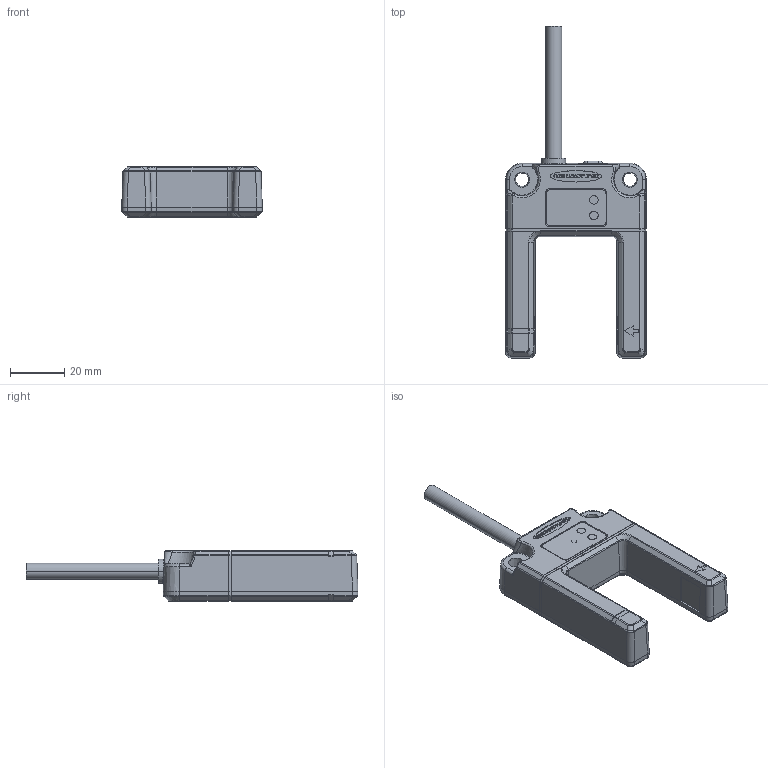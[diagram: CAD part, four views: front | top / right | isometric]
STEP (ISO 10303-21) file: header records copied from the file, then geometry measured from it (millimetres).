
FILE_DESCRIPTION((''),'2;1');
FILE_NAME('159571_ASM','2015-10-21T',('pdmadmin'),(''),'PRO/ENGINEER BY PARAMETRIC TECHNOLOGY CORPORATION, 2013230','PRO/ENGINEER BY PARAMETRIC TECHNOLOGY CORPORATION, 2013230','');
FILE_SCHEMA(('CONFIG_CONTROL_DESIGN'));
Length unit declared in the file: inch
Products named in the file (7): 57869; 55387; 55252; 40129; 51148; 55389; 159571_ASM
Assembly tree (7 placements, depth 2):
  159571_ASM
    57869
    55387  x2
    55252
    40129
    51148
    55389
Bounding box: 52.07 x 122.94 x 18.8 mm (x, y, z)
Volume: 22293.8 mm3; surface area: 23581.7 mm2
Topology: 7 solids, 7 shells, 1153 faces, 2938 edges, 1830 vertices
Faces by surface type: plane 479, cylinder 257, bspline 124, extrusion 123, cone 86, sphere 42, torus 42
Entity records: 41456 total; most frequent: CARTESIAN_POINT 14947, ORIENTED_EDGE 5828, DIRECTION 4881, EDGE_CURVE 2914, VERTEX_POINT 1814, VECTOR 1761, LINE 1638, AXIS2_PLACEMENT_3D 1560
